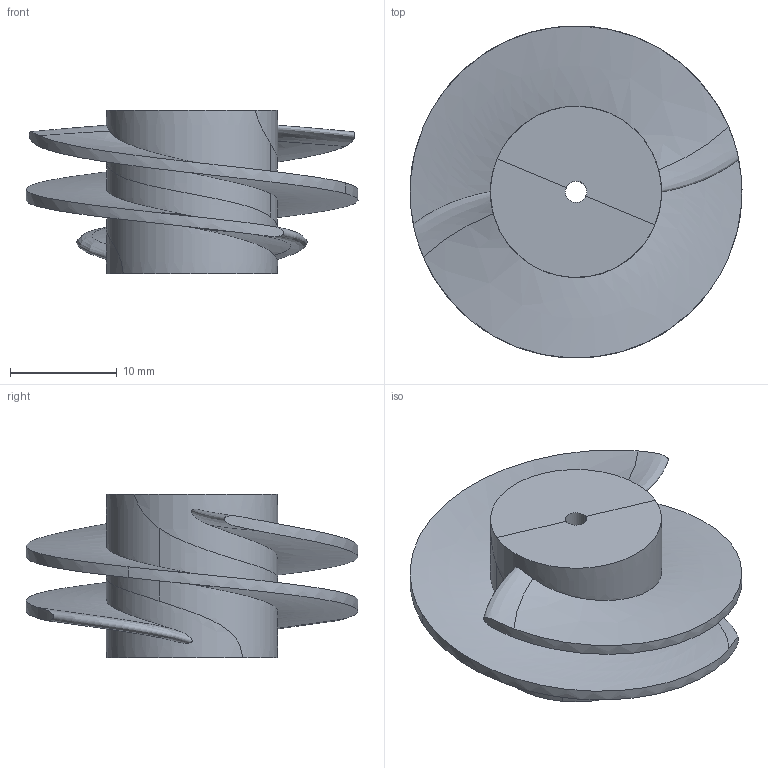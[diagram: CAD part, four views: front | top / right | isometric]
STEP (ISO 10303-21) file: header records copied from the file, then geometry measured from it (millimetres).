
FILE_DESCRIPTION(('Open CASCADE Model'),'2;1');
FILE_NAME('Open CASCADE Shape Model','2024-10-29T20:30:39',('Author'),( 'Open CASCADE'),'Open CASCADE STEP processor 7.6','Open CASCADE 7.6' ,'Unknown');
FILE_SCHEMA(('AUTOMOTIVE_DESIGN { 1 0 10303 214 1 1 1 1 }'));
Length unit declared in the file: millimetre
Products named in the file (1): [Impeller_2] Material domain
Bounding box: 31.04 x 31.02 x 15.31 mm (x, y, z)
Volume: 4038.9 mm3; surface area: 3373 mm2
Topology: 1 solids, 1 shells, 22 faces, 62 edges, 40 vertices
Faces by surface type: revolution 14, bspline 8
Entity records: 9516 total; most frequent: CARTESIAN_POINT 9045, ORIENTED_EDGE 124, B_SPLINE_CURVE_WITH_KNOTS 64, EDGE_CURVE 62, DIRECTION 40, VERTEX_POINT 40, ADVANCED_FACE 22, FACE_BOUND 22
